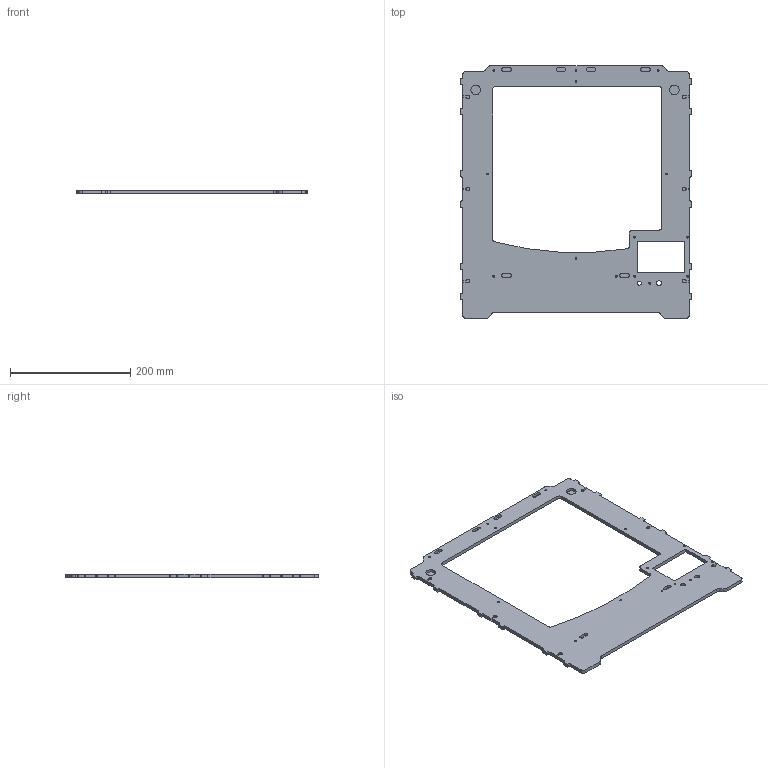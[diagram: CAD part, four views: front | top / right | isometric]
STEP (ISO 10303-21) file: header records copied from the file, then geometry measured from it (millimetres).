
FILE_DESCRIPTION(('none'),'2,1');
FILE_NAME('','Sat Jan 07 22:28:39 2017',('Unknown author'),(''),'HOOPS Exchange','Windows','Unknown authorisation');
FILE_SCHEMA( ('AUTOMOTIVE_DESIGN { 1 0 10303 214 1 1 1 1 }') );
Length unit declared in the file: millimetre
Products named in the file (2): panel_frontal; Predeterminado
Assembly tree (1 placements, depth 2):
  panel_frontal
    Predeterminado
Bounding box: 385 x 420 x 6 mm (x, y, z)
Volume: 451800.7 mm3; surface area: 173730.8 mm2
Topology: 1 solids, 1 shells, 263 faces, 759 edges, 506 vertices
Faces by surface type: plane 133, cylinder 130
Entity records: 17421 total; most frequent: CARTESIAN_POINT 5081, DIRECTION 1551, DEFINITIONAL_REPRESENTATION 1518, PCURVE 1518, ORIENTED_EDGE 1518, B_SPLINE_CURVE_WITH_KNOTS 1258, INTERSECTION_CURVE 759, EDGE_CURVE 759
